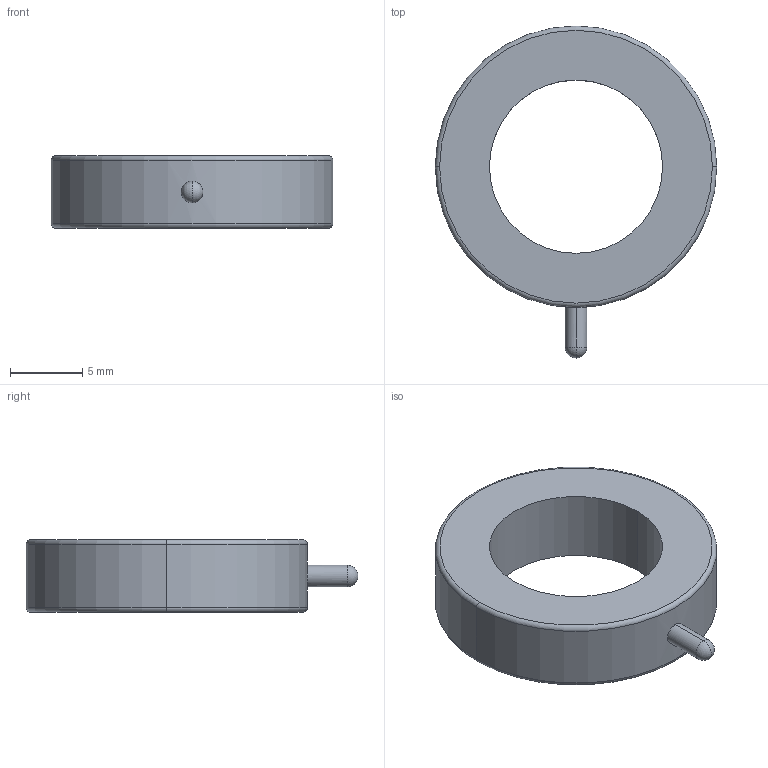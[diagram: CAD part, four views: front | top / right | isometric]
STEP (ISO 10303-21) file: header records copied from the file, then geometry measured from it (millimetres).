
FILE_DESCRIPTION (( 'STEP AP203' ), '1' );
FILE_NAME ('APID12-1.step', '2019-05-15T02:04:32', ( '' ), ( '' ), 'SwSTEP 2.0', 'SolidWorks 2016', '' );
FILE_SCHEMA (( 'CONFIG_CONTROL_DESIGN' ));
Length unit declared in the file: millimetre
Products named in the file (1): APID12-1
Bounding box: 19.5 x 23 x 5 mm (x, y, z)
Volume: 931.1 mm3; surface area: 865.1 mm2
Topology: 1 solids, 1 shells, 164 faces, 452 edges, 299 vertices
Faces by surface type: plane 152, cylinder 6, torus 4, sphere 2
Entity records: 5197 total; most frequent: CARTESIAN_POINT 938, ORIENTED_EDGE 896, DIRECTION 796, EDGE_CURVE 448, LINE 426, VECTOR 426, VERTEX_POINT 297, AXIS2_PLACEMENT_3D 185
